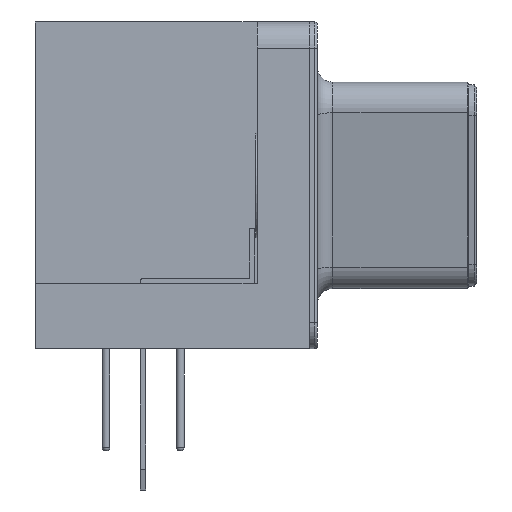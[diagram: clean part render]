
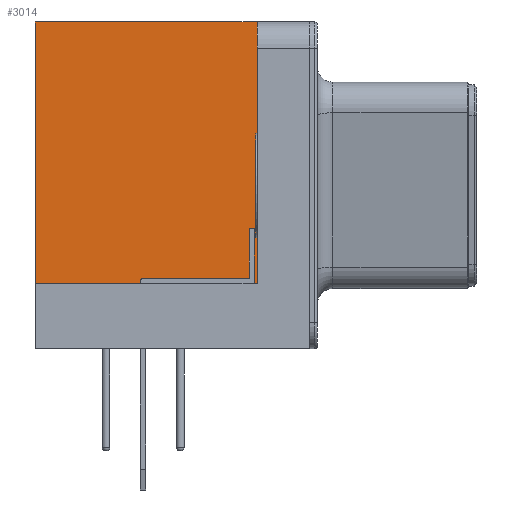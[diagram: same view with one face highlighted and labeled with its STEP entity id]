
A CAD part, left-side view. The second image highlights one B-rep face of the part: STEP entity #3014.
In plain terms, the highlighted planar face has unit normal (-1, 0, 0).
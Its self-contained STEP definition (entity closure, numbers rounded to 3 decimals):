
#2138 = VERTEX_POINT('',#2139);
#2139 = CARTESIAN_POINT('',(-15.44,2.7,12.5));
#2145 = EDGE_CURVE('',#2146,#2138,#2148,.T.);
#2146 = VERTEX_POINT('',#2147);
#2147 = CARTESIAN_POINT('',(-15.44,-5.78,12.5));
#2148 = LINE('',#2149,#2150);
#2149 = CARTESIAN_POINT('',(-15.44,-6.78,12.5));
#2150 = VECTOR('',#2151,1.);
#2151 = DIRECTION('',(0.,1.,0.));
#2357 = EDGE_CURVE('',#2358,#2138,#2360,.T.);
#2358 = VERTEX_POINT('',#2359);
#2359 = CARTESIAN_POINT('',(-15.44,2.7,2.5));
#2360 = LINE('',#2361,#2362);
#2361 = CARTESIAN_POINT('',(-15.44,2.7,4.375));
#2362 = VECTOR('',#2363,1.);
#2363 = DIRECTION('',(0.,0.,1.));
#2926 = VERTEX_POINT('',#2927);
#2927 = CARTESIAN_POINT('',(-15.44,-5.78,2.5));
#2933 = EDGE_CURVE('',#2926,#2146,#2934,.T.);
#2934 = LINE('',#2935,#2936);
#2935 = CARTESIAN_POINT('',(-15.44,-5.78,2.5));
#2936 = VECTOR('',#2937,1.);
#2937 = DIRECTION('',(0.,0.,1.));
#2963 = EDGE_CURVE('',#2926,#2358,#2964,.T.);
#2964 = LINE('',#2965,#2966);
#2965 = CARTESIAN_POINT('',(-15.44,-5.78,2.5));
#2966 = VECTOR('',#2967,1.);
#2967 = DIRECTION('',(0.,1.,0.));
#3014 = ADVANCED_FACE('',(#3015),#3021,.F.);
#3015 = FACE_BOUND('',#3016,.F.);
#3016 = EDGE_LOOP('',(#3017,#3018,#3019,#3020));
#3017 = ORIENTED_EDGE('',*,*,#2933,.F.);
#3018 = ORIENTED_EDGE('',*,*,#2963,.T.);
#3019 = ORIENTED_EDGE('',*,*,#2357,.T.);
#3020 = ORIENTED_EDGE('',*,*,#2145,.F.);
#3021 = PLANE('',#3022);
#3022 = AXIS2_PLACEMENT_3D('',#3023,#3024,#3025);
#3023 = CARTESIAN_POINT('',(-15.44,-5.78,2.5));
#3024 = DIRECTION('',(1.,0.,0.));
#3025 = DIRECTION('',(0.,0.,1.));
